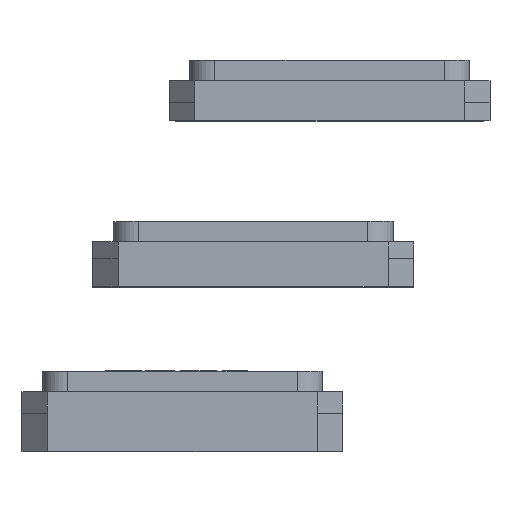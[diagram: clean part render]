
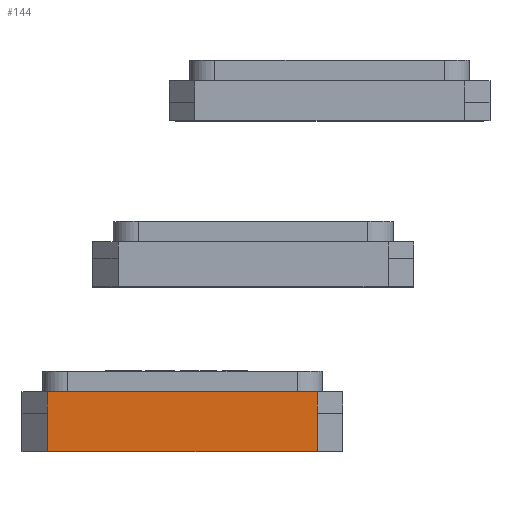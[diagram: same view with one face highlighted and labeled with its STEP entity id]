
A CAD part, top view. The second image highlights one B-rep face of the part: STEP entity #144.
In plain terms, the highlighted planar face has unit normal (0, 0, 1).
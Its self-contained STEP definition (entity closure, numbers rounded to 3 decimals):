
#144 = ADVANCED_FACE ( 'NONE', ( #18783 ), #13355, .F. ) ;
#515 = DIRECTION ( 'NONE',  ( -1., 0., 0. ) ) ;
#571 = EDGE_CURVE ( 'NONE', #19809, #5294, #7117, .T. ) ;
#594 = DIRECTION ( 'NONE',  ( 1., 0., 0. ) ) ;
#658 = CARTESIAN_POINT ( 'NONE',  ( 1.346, 0., 1.25 ) ) ;
#3205 = VERTEX_POINT ( 'NONE', #7148 ) ;
#3283 = VECTOR ( 'NONE', #20959, 1000. ) ;
#3591 = VERTEX_POINT ( 'NONE', #3889 ) ;
#3889 = CARTESIAN_POINT ( 'NONE',  ( -1.346, 0.597, 1.25 ) ) ;
#4636 = CARTESIAN_POINT ( 'NONE',  ( -1.346, 0.8, 1.25 ) ) ;
#4881 = EDGE_LOOP ( 'NONE', ( #8817, #21377, #18719, #20345, #15098, #17875 ) ) ;
#5239 = EDGE_CURVE ( 'NONE', #16818, #15203, #7483, .T. ) ;
#5294 = VERTEX_POINT ( 'NONE', #10120 ) ;
#6089 = CARTESIAN_POINT ( 'NONE',  ( -1.6, 0.8, 1.25 ) ) ;
#7009 = DIRECTION ( 'NONE',  ( 0., 1., 0. ) ) ;
#7117 = LINE ( 'NONE', #20604, #19535 ) ;
#7148 = CARTESIAN_POINT ( 'NONE',  ( 1.346, 0.597, 1.25 ) ) ;
#7207 = CARTESIAN_POINT ( 'NONE',  ( -1.6, 0., 1.25 ) ) ;
#7248 = LINE ( 'NONE', #12100, #11637 ) ;
#7483 = LINE ( 'NONE', #8754, #18328 ) ;
#8754 = CARTESIAN_POINT ( 'NONE',  ( 1.346, 0.8, 1.25 ) ) ;
#8817 = ORIENTED_EDGE ( 'NONE', *, *, #18003, .T. ) ;
#9709 = LINE ( 'NONE', #20338, #13566 ) ;
#9768 = EDGE_CURVE ( 'NONE', #15203, #3205, #9709, .T. ) ;
#9824 = AXIS2_PLACEMENT_3D ( 'NONE', #6089, #16671, #20015 ) ;
#10120 = CARTESIAN_POINT ( 'NONE',  ( -1.346, 0., 1.25 ) ) ;
#10459 = DIRECTION ( 'NONE',  ( 0., 1., 0. ) ) ;
#11637 = VECTOR ( 'NONE', #515, 1000. ) ;
#12100 = CARTESIAN_POINT ( 'NONE',  ( -1.6, 0.597, 1.25 ) ) ;
#12139 = EDGE_CURVE ( 'NONE', #3591, #19809, #15969, .T. ) ;
#13355 = PLANE ( 'NONE',  #9824 ) ;
#13566 = VECTOR ( 'NONE', #10459, 1000. ) ;
#13748 = CARTESIAN_POINT ( 'NONE',  ( 1.346, 0.381, 1.25 ) ) ;
#14085 = DIRECTION ( 'NONE',  ( 0., -1., 0. ) ) ;
#15098 = ORIENTED_EDGE ( 'NONE', *, *, #12139, .T. ) ;
#15203 = VERTEX_POINT ( 'NONE', #13748 ) ;
#15969 = LINE ( 'NONE', #4636, #3283 ) ;
#16671 = DIRECTION ( 'NONE',  ( 0., 0., -1. ) ) ;
#16738 = LINE ( 'NONE', #7207, #20620 ) ;
#16818 = VERTEX_POINT ( 'NONE', #658 ) ;
#17875 = ORIENTED_EDGE ( 'NONE', *, *, #571, .T. ) ;
#18003 = EDGE_CURVE ( 'NONE', #5294, #16818, #16738, .T. ) ;
#18328 = VECTOR ( 'NONE', #7009, 1000. ) ;
#18403 = CARTESIAN_POINT ( 'NONE',  ( -1.346, 0.381, 1.25 ) ) ;
#18719 = ORIENTED_EDGE ( 'NONE', *, *, #9768, .T. ) ;
#18783 = FACE_OUTER_BOUND ( 'NONE', #4881, .T. ) ;
#18907 = EDGE_CURVE ( 'NONE', #3205, #3591, #7248, .T. ) ;
#19535 = VECTOR ( 'NONE', #14085, 1000. ) ;
#19809 = VERTEX_POINT ( 'NONE', #18403 ) ;
#20015 = DIRECTION ( 'NONE',  ( -1., 0., 0. ) ) ;
#20338 = CARTESIAN_POINT ( 'NONE',  ( 1.346, 0.8, 1.25 ) ) ;
#20345 = ORIENTED_EDGE ( 'NONE', *, *, #18907, .T. ) ;
#20604 = CARTESIAN_POINT ( 'NONE',  ( -1.346, 0.8, 1.25 ) ) ;
#20620 = VECTOR ( 'NONE', #594, 1000. ) ;
#20959 = DIRECTION ( 'NONE',  ( 0., -1., 0. ) ) ;
#21377 = ORIENTED_EDGE ( 'NONE', *, *, #5239, .T. ) ;
